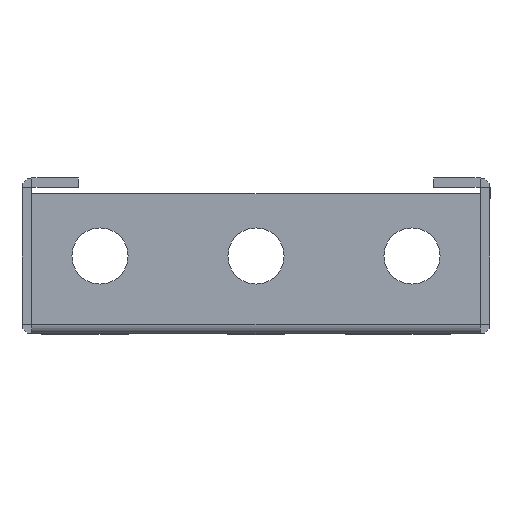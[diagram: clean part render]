
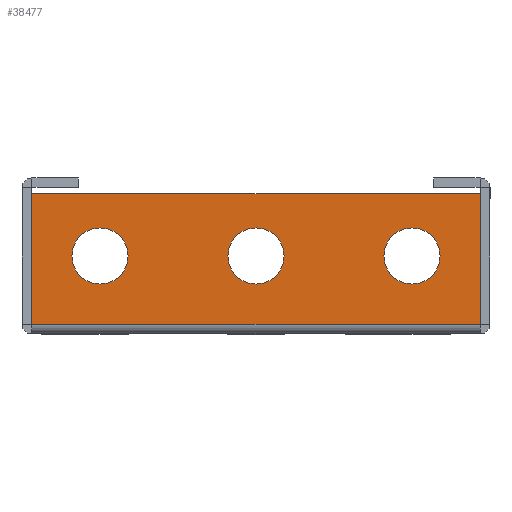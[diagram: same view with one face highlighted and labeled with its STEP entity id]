
A CAD part, left-side view. The second image highlights one B-rep face of the part: STEP entity #38477.
In plain terms, the highlighted planar face has unit normal (-1, 0, 0).
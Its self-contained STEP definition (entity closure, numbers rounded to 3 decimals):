
#497 = VERTEX_POINT ( 'NONE', #7174 ) ;
#498 = VERTEX_POINT ( 'NONE', #7175 ) ;
#512 = VERTEX_POINT ( 'NONE', #7189 ) ;
#515 = VERTEX_POINT ( 'NONE', #7192 ) ;
#541 = VERTEX_POINT ( 'NONE', #7218 ) ;
#545 = VERTEX_POINT ( 'NONE', #7222 ) ;
#5175 = EDGE_LOOP ( 'NONE', ( #7450, #7451 ) ) ;
#5178 = EDGE_LOOP ( 'NONE', ( #7452, #7453 ) ) ;
#5179 = EDGE_LOOP ( 'NONE', ( #7454, #7455 ) ) ;
#5180 = EDGE_LOOP ( 'NONE', ( #7456, #7457, #7458, #7459 ) ) ;
#6624 = VERTEX_POINT ( 'NONE', #24173 ) ;
#6625 = VERTEX_POINT ( 'NONE', #24174 ) ;
#6628 = VERTEX_POINT ( 'NONE', #24177 ) ;
#6629 = VERTEX_POINT ( 'NONE', #24178 ) ;
#7174 = CARTESIAN_POINT ( 'NONE',  ( -449.5, -25., 17. ) ) ;
#7175 = CARTESIAN_POINT ( 'NONE',  ( -449.5, -25., 8. ) ) ;
#7189 = CARTESIAN_POINT ( 'NONE',  ( -449.5, 25., 17. ) ) ;
#7192 = CARTESIAN_POINT ( 'NONE',  ( -449.5, 25., 8. ) ) ;
#7218 = CARTESIAN_POINT ( 'NONE',  ( -449.5, 0., 8. ) ) ;
#7222 = CARTESIAN_POINT ( 'NONE',  ( -449.5, 0., 17. ) ) ;
#7450 = ORIENTED_EDGE ( 'NONE', *, *, #8423, .T. ) ;
#7451 = ORIENTED_EDGE ( 'NONE', *, *, #30842, .T. ) ;
#7452 = ORIENTED_EDGE ( 'NONE', *, *, #8424, .T. ) ;
#7453 = ORIENTED_EDGE ( 'NONE', *, *, #30869, .T. ) ;
#7454 = ORIENTED_EDGE ( 'NONE', *, *, #8422, .T. ) ;
#7455 = ORIENTED_EDGE ( 'NONE', *, *, #30883, .T. ) ;
#7456 = ORIENTED_EDGE ( 'NONE', *, *, #8414, .F. ) ;
#7457 = ORIENTED_EDGE ( 'NONE', *, *, #8416, .T. ) ;
#7458 = ORIENTED_EDGE ( 'NONE', *, *, #8421, .T. ) ;
#7459 = ORIENTED_EDGE ( 'NONE', *, *, #8417, .T. ) ;
#8414 = EDGE_CURVE ( 'NONE', #6624, #6625, #23763, .T. ) ;
#8416 = EDGE_CURVE ( 'NONE', #6624, #6628, #23771, .T. ) ;
#8417 = EDGE_CURVE ( 'NONE', #6629, #6625, #23766, .T. ) ;
#8421 = EDGE_CURVE ( 'NONE', #6628, #6629, #23781, .T. ) ;
#8422 = EDGE_CURVE ( 'NONE', #515, #512, #23784, .T. ) ;
#8423 = EDGE_CURVE ( 'NONE', #498, #497, #23785, .T. ) ;
#8424 = EDGE_CURVE ( 'NONE', #541, #545, #23786, .T. ) ;
#21066 = AXIS2_PLACEMENT_3D ( 'NONE', #24274, #24285, #24286 ) ;
#21077 = AXIS2_PLACEMENT_3D ( 'NONE', #24290, #24291, #24292 ) ;
#21078 = AXIS2_PLACEMENT_3D ( 'NONE', #24287, #24288, #24289 ) ;
#23763 = LINE ( 'NONE', #24268, #23764 ) ;
#23764 = VECTOR ( 'NONE', #24269, 1000. ) ;
#23766 = LINE ( 'NONE', #24270, #23773 ) ;
#23771 = LINE ( 'NONE', #24272, #23772 ) ;
#23772 = VECTOR ( 'NONE', #24273, 1000. ) ;
#23773 = VECTOR ( 'NONE', #24275, 1000. ) ;
#23781 = LINE ( 'NONE', #24282, #23782 ) ;
#23782 = VECTOR ( 'NONE', #24283, 1000. ) ;
#23784 = CIRCLE ( 'NONE', #21066, 4.5 ) ;
#23785 = CIRCLE ( 'NONE', #21078, 4.5 ) ;
#23786 = CIRCLE ( 'NONE', #21077, 4.5 ) ;
#24173 = CARTESIAN_POINT ( 'NONE',  ( -449.5, -35.9, 1.6 ) ) ;
#24174 = CARTESIAN_POINT ( 'NONE',  ( -449.5, 35.9, 1.6 ) ) ;
#24177 = CARTESIAN_POINT ( 'NONE',  ( -449.5, -35.9, 22.5 ) ) ;
#24178 = CARTESIAN_POINT ( 'NONE',  ( -449.5, 35.9, 22.5 ) ) ;
#24268 = CARTESIAN_POINT ( 'NONE',  ( -449.5, 35.9, 1.6 ) ) ;
#24269 = DIRECTION ( 'NONE',  ( 0., 1., 0. ) ) ;
#24270 = CARTESIAN_POINT ( 'NONE',  ( -449.5, 35.9, 1.5 ) ) ;
#24272 = CARTESIAN_POINT ( 'NONE',  ( -449.5, -35.9, 22.5 ) ) ;
#24273 = DIRECTION ( 'NONE',  ( 0., 0., 1. ) ) ;
#24274 = CARTESIAN_POINT ( 'NONE',  ( -449.5, 25., 12.5 ) ) ;
#24275 = DIRECTION ( 'NONE',  ( 0., 0., -1. ) ) ;
#24282 = CARTESIAN_POINT ( 'NONE',  ( -449.5, 35.9, 22.5 ) ) ;
#24283 = DIRECTION ( 'NONE',  ( 0., 1., 0. ) ) ;
#24285 = DIRECTION ( 'NONE',  ( 1., 0., 0. ) ) ;
#24286 = DIRECTION ( 'NONE',  ( 0., 0., -1. ) ) ;
#24287 = CARTESIAN_POINT ( 'NONE',  ( -449.5, -25., 12.5 ) ) ;
#24288 = DIRECTION ( 'NONE',  ( 1., 0., 0. ) ) ;
#24289 = DIRECTION ( 'NONE',  ( 0., 0., 1. ) ) ;
#24290 = CARTESIAN_POINT ( 'NONE',  ( -449.5, 0., 12.5 ) ) ;
#24291 = DIRECTION ( 'NONE',  ( 1., 0., 0. ) ) ;
#24292 = DIRECTION ( 'NONE',  ( 0., 0., -1. ) ) ;
#29727 = AXIS2_PLACEMENT_3D ( 'NONE', #32796, #32800, #32802 ) ;
#29738 = AXIS2_PLACEMENT_3D ( 'NONE', #32857, #32874, #32876 ) ;
#29741 = AXIS2_PLACEMENT_3D ( 'NONE', #32873, #32907, #32909 ) ;
#30842 = EDGE_CURVE ( 'NONE', #497, #498, #34555, .T. ) ;
#30869 = EDGE_CURVE ( 'NONE', #545, #541, #34575, .T. ) ;
#30883 = EDGE_CURVE ( 'NONE', #512, #515, #34585, .T. ) ;
#32796 = CARTESIAN_POINT ( 'NONE',  ( -449.5, -25., 12.5 ) ) ;
#32800 = DIRECTION ( 'NONE',  ( 1., 0., 0. ) ) ;
#32802 = DIRECTION ( 'NONE',  ( 0., 0., 1. ) ) ;
#32857 = CARTESIAN_POINT ( 'NONE',  ( -449.5, 0., 12.5 ) ) ;
#32873 = CARTESIAN_POINT ( 'NONE',  ( -449.5, 25., 12.5 ) ) ;
#32874 = DIRECTION ( 'NONE',  ( 1., 0., 0. ) ) ;
#32876 = DIRECTION ( 'NONE',  ( 0., 0., -1. ) ) ;
#32907 = DIRECTION ( 'NONE',  ( 1., 0., 0. ) ) ;
#32909 = DIRECTION ( 'NONE',  ( 0., 0., -1. ) ) ;
#34555 = CIRCLE ( 'NONE', #29727, 4.5 ) ;
#34575 = CIRCLE ( 'NONE', #29738, 4.5 ) ;
#34585 = CIRCLE ( 'NONE', #29741, 4.5 ) ;
#35421 = PLANE ( 'NONE',  #35622 ) ;
#35422 = CARTESIAN_POINT ( 'NONE',  ( -449.5, 35.9, 1.5 ) ) ;
#35423 = DIRECTION ( 'NONE',  ( 1., 0., 0. ) ) ;
#35424 = DIRECTION ( 'NONE',  ( 0., 0., -1. ) ) ;
#35622 = AXIS2_PLACEMENT_3D ( 'NONE', #35422, #35423, #35424 ) ;
#36734 = FACE_BOUND ( 'NONE', #5175, .T. ) ;
#36740 = FACE_BOUND ( 'NONE', #5178, .T. ) ;
#36742 = FACE_BOUND ( 'NONE', #5179, .T. ) ;
#36744 = FACE_OUTER_BOUND ( 'NONE', #5180, .T. ) ;
#38477 = ADVANCED_FACE ( 'NONE', ( #36734, #36740, #36742, #36744 ), #35421, .F. ) ;
